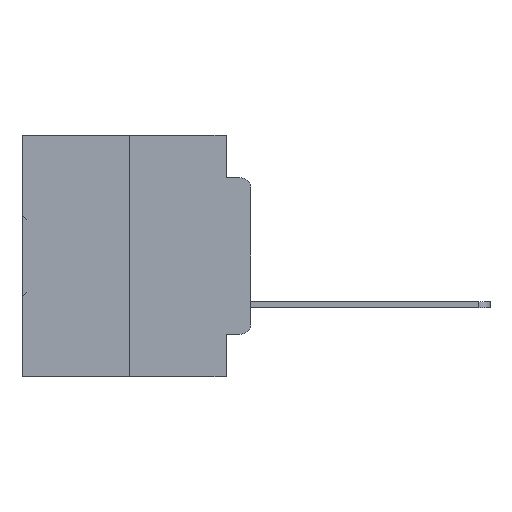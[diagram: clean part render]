
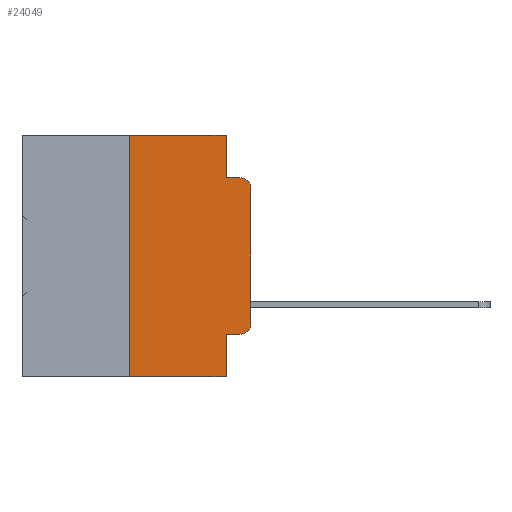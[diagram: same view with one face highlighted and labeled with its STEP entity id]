
A CAD part, left-side view. The second image highlights one B-rep face of the part: STEP entity #24049.
In plain terms, the highlighted planar face has unit normal (-1, 0, 0).
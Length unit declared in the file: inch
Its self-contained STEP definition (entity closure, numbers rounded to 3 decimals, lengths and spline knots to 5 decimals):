
#189 = VERTEX_POINT ( 'NONE', #21238 ) ;
#780 = CIRCLE ( 'NONE', #2889, 0.02 ) ;
#1458 = CARTESIAN_POINT ( 'NONE',  ( 0., 0.02, -0.1085 ) ) ;
#2889 = AXIS2_PLACEMENT_3D ( 'NONE', #1458, #21462, #4399 ) ;
#3414 = EDGE_CURVE ( 'NONE', #14558, #10421, #19102, .T. ) ;
#3642 = EDGE_CURVE ( 'NONE', #8556, #26504, #19516, .T. ) ;
#4399 = DIRECTION ( 'NONE',  ( 0., 0., -1. ) ) ;
#5066 = LINE ( 'NONE', #23303, #18470 ) ;
#6270 = CARTESIAN_POINT ( 'NONE',  ( 0., 0.051, -0.0885 ) ) ;
#6561 = CARTESIAN_POINT ( 'NONE',  ( 0., 0.051, -0.4115 ) ) ;
#8354 = DIRECTION ( 'NONE',  ( 0., -1., 0. ) ) ;
#8556 = VERTEX_POINT ( 'NONE', #29325 ) ;
#8931 = VECTOR ( 'NONE', #14595, 39.37008 ) ;
#9172 = DIRECTION ( 'NONE',  ( 0., -1., 0. ) ) ;
#10321 = CARTESIAN_POINT ( 'NONE',  ( 0., 0.25, -0.5 ) ) ;
#10421 = VERTEX_POINT ( 'NONE', #23949 ) ;
#11197 = FACE_OUTER_BOUND ( 'NONE', #29474, .T. ) ;
#11606 = CARTESIAN_POINT ( 'NONE',  ( 0., 0.051, 0. ) ) ;
#12028 = EDGE_CURVE ( 'NONE', #18591, #8556, #29600, .T. ) ;
#12205 = CARTESIAN_POINT ( 'NONE',  ( 0., 0., 0. ) ) ;
#12386 = CARTESIAN_POINT ( 'NONE',  ( 0., 0.02, -0.3915 ) ) ;
#13411 = CARTESIAN_POINT ( 'NONE',  ( 0., 0.473, 0. ) ) ;
#14115 = LINE ( 'NONE', #16539, #34729 ) ;
#14558 = VERTEX_POINT ( 'NONE', #10321 ) ;
#14595 = DIRECTION ( 'NONE',  ( 0., 0., -1. ) ) ;
#15036 = DIRECTION ( 'NONE',  ( 0., 0., 1. ) ) ;
#15227 = DIRECTION ( 'NONE',  ( 0., 0., -1. ) ) ;
#15728 = CARTESIAN_POINT ( 'NONE',  ( 0., 0.02, -0.4115 ) ) ;
#16278 = DIRECTION ( 'NONE',  ( 0., 0., -1. ) ) ;
#16539 = CARTESIAN_POINT ( 'NONE',  ( 0., 0.051, 0. ) ) ;
#16546 = CARTESIAN_POINT ( 'NONE',  ( 0., 0.25, 0. ) ) ;
#17153 = VECTOR ( 'NONE', #28601, 39.37008 ) ;
#17407 = LINE ( 'NONE', #20204, #8931 ) ;
#17965 = AXIS2_PLACEMENT_3D ( 'NONE', #12386, #32058, #15227 ) ;
#18059 = LINE ( 'NONE', #25804, #17153 ) ;
#18470 = VECTOR ( 'NONE', #9172, 39.37008 ) ;
#18591 = VERTEX_POINT ( 'NONE', #15728 ) ;
#18699 = VECTOR ( 'NONE', #25089, 39.37008 ) ;
#18821 = ORIENTED_EDGE ( 'NONE', *, *, #3414, .T. ) ;
#18916 = VECTOR ( 'NONE', #31268, 39.37008 ) ;
#19102 = LINE ( 'NONE', #33692, #26570 ) ;
#19516 = LINE ( 'NONE', #12205, #33450 ) ;
#19674 = EDGE_CURVE ( 'NONE', #32453, #18591, #5066, .T. ) ;
#19762 = ORIENTED_EDGE ( 'NONE', *, *, #19674, .T. ) ;
#20204 = CARTESIAN_POINT ( 'NONE',  ( 0., 0.051, 0. ) ) ;
#20225 = VERTEX_POINT ( 'NONE', #6270 ) ;
#20290 = CARTESIAN_POINT ( 'NONE',  ( 0., 0.25, 0. ) ) ;
#20394 = ORIENTED_EDGE ( 'NONE', *, *, #12028, .T. ) ;
#21034 = AXIS2_PLACEMENT_3D ( 'NONE', #13411, #33043, #16278 ) ;
#21238 = CARTESIAN_POINT ( 'NONE',  ( 0., 0.02, -0.0885 ) ) ;
#21248 = CARTESIAN_POINT ( 'NONE',  ( 0., 0., -0.1085 ) ) ;
#21462 = DIRECTION ( 'NONE',  ( -1., 0., 0. ) ) ;
#21570 = EDGE_CURVE ( 'NONE', #32453, #10421, #17407, .T. ) ;
#22686 = ORIENTED_EDGE ( 'NONE', *, *, #30909, .F. ) ;
#22787 = ORIENTED_EDGE ( 'NONE', *, *, #36439, .T. ) ;
#22939 = ORIENTED_EDGE ( 'NONE', *, *, #34177, .F. ) ;
#23303 = CARTESIAN_POINT ( 'NONE',  ( 0., 0.051, -0.4115 ) ) ;
#23367 = ORIENTED_EDGE ( 'NONE', *, *, #29056, .F. ) ;
#23949 = CARTESIAN_POINT ( 'NONE',  ( 0., 0.051, -0.5 ) ) ;
#24049 = ADVANCED_FACE ( 'NONE', ( #11197 ), #27499, .F. ) ;
#24077 = ORIENTED_EDGE ( 'NONE', *, *, #21570, .F. ) ;
#25089 = DIRECTION ( 'NONE',  ( 0., 0., 1. ) ) ;
#25588 = VERTEX_POINT ( 'NONE', #11606 ) ;
#25804 = CARTESIAN_POINT ( 'NONE',  ( 0., 0.473, 0. ) ) ;
#26504 = VERTEX_POINT ( 'NONE', #21248 ) ;
#26570 = VECTOR ( 'NONE', #8354, 39.37008 ) ;
#27055 = LINE ( 'NONE', #16546, #18699 ) ;
#27214 = EDGE_CURVE ( 'NONE', #14558, #31686, #27055, .T. ) ;
#27499 = PLANE ( 'NONE',  #21034 ) ;
#28601 = DIRECTION ( 'NONE',  ( 0., -1., 0. ) ) ;
#29056 = EDGE_CURVE ( 'NONE', #25588, #20225, #14115, .T. ) ;
#29246 = ORIENTED_EDGE ( 'NONE', *, *, #27214, .F. ) ;
#29325 = CARTESIAN_POINT ( 'NONE',  ( 0., 0., -0.3915 ) ) ;
#29474 = EDGE_LOOP ( 'NONE', ( #33598, #22787, #22686, #23367, #22939, #29246, #18821, #24077, #19762, #20394 ) ) ;
#29600 = CIRCLE ( 'NONE', #17965, 0.02 ) ;
#30909 = EDGE_CURVE ( 'NONE', #20225, #189, #33732, .T. ) ;
#31268 = DIRECTION ( 'NONE',  ( 0., -1., 0. ) ) ;
#31686 = VERTEX_POINT ( 'NONE', #20290 ) ;
#32058 = DIRECTION ( 'NONE',  ( -1., 0., 0. ) ) ;
#32453 = VERTEX_POINT ( 'NONE', #6561 ) ;
#33043 = DIRECTION ( 'NONE',  ( 1., 0., 0. ) ) ;
#33450 = VECTOR ( 'NONE', #15036, 39.37008 ) ;
#33598 = ORIENTED_EDGE ( 'NONE', *, *, #3642, .T. ) ;
#33692 = CARTESIAN_POINT ( 'NONE',  ( 0., 0.473, -0.5 ) ) ;
#33732 = LINE ( 'NONE', #34013, #18916 ) ;
#34013 = CARTESIAN_POINT ( 'NONE',  ( 0., 0.051, -0.0885 ) ) ;
#34177 = EDGE_CURVE ( 'NONE', #31686, #25588, #18059, .T. ) ;
#34729 = VECTOR ( 'NONE', #36194, 39.37008 ) ;
#36194 = DIRECTION ( 'NONE',  ( 0., 0., -1. ) ) ;
#36439 = EDGE_CURVE ( 'NONE', #26504, #189, #780, .T. ) ;
